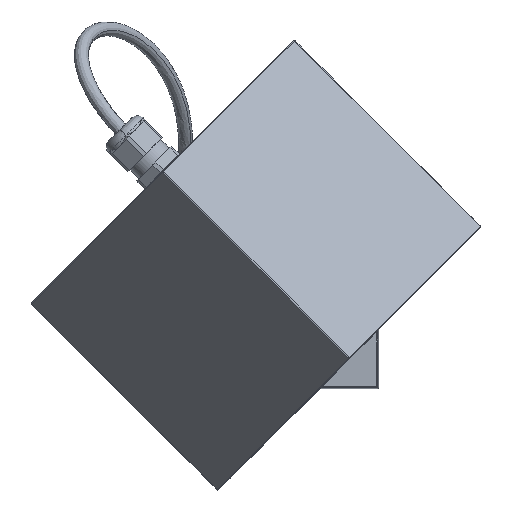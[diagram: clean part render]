
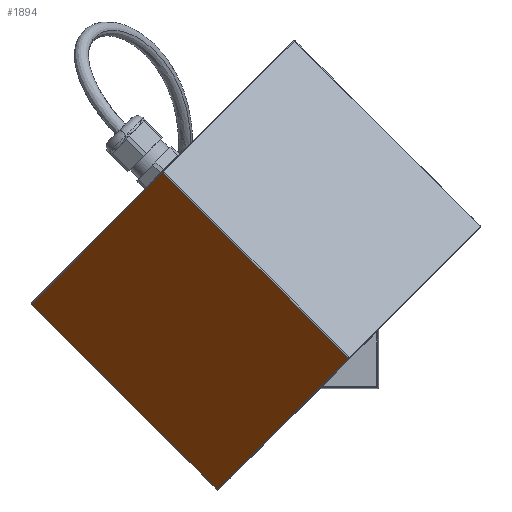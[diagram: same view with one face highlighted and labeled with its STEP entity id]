
A CAD part, top view. The second image highlights one B-rep face of the part: STEP entity #1894.
In plain terms, the highlighted planar face has unit normal (-0.5, -0.5, 0.707).
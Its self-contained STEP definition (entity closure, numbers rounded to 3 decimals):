
#1894=ADVANCED_FACE('',(#3189),#26899,.T.);
#3189=FACE_OUTER_BOUND('',#4511,.T.);
#4511=EDGE_LOOP('',(#7652,#7653,#7654,#7655));
#7652=ORIENTED_EDGE('',*,*,#14061,.T.);
#7653=ORIENTED_EDGE('',*,*,#14062,.T.);
#7654=ORIENTED_EDGE('',*,*,#14063,.T.);
#7655=ORIENTED_EDGE('',*,*,#14064,.T.);
#14061=EDGE_CURVE('',#23743,#23744,#20284,.T.);
#14062=EDGE_CURVE('',#23744,#23745,#20285,.T.);
#14063=EDGE_CURVE('',#23745,#23746,#20286,.T.);
#14064=EDGE_CURVE('',#23746,#23743,#20287,.T.);
#20284=B_SPLINE_CURVE_WITH_KNOTS('',1,(#44204,#44205),.UNSPECIFIED.,.F.,
 .F.,(2,2),(0.,129.),.UNSPECIFIED.);
#20285=B_SPLINE_CURVE_WITH_KNOTS('',1,(#44206,#44207),.UNSPECIFIED.,.F.,
 .F.,(2,2),(0.,129.),.UNSPECIFIED.);
#20286=B_SPLINE_CURVE_WITH_KNOTS('',1,(#44208,#44209),.UNSPECIFIED.,.F.,
 .F.,(2,2),(0.,129.),.UNSPECIFIED.);
#20287=B_SPLINE_CURVE_WITH_KNOTS('',1,(#44210,#44211),.UNSPECIFIED.,.F.,
 .F.,(2,2),(0.,129.),.UNSPECIFIED.);
#23743=VERTEX_POINT('',#44200);
#23744=VERTEX_POINT('',#44201);
#23745=VERTEX_POINT('',#44202);
#23746=VERTEX_POINT('',#44203);
#26899=PLANE('',#27370);
#27370=AXIS2_PLACEMENT_3D('',#44199,#27757,$);
#27757=DIRECTION('',(-0.5,-0.5,0.707));
#44199=CARTESIAN_POINT('',(-10.498,-187.673,172.205));
#44200=CARTESIAN_POINT('',(39.906,-40.406,311.979));
#44201=CARTESIAN_POINT('',(-51.311,50.811,311.979));
#44202=CARTESIAN_POINT('',(-115.811,-13.689,220.763));
#44203=CARTESIAN_POINT('',(-24.594,-104.906,220.763));
#44204=CARTESIAN_POINT('',(39.906,-40.406,311.979));
#44205=CARTESIAN_POINT('',(-51.311,50.811,311.979));
#44206=CARTESIAN_POINT('',(-51.311,50.811,311.979));
#44207=CARTESIAN_POINT('',(-115.811,-13.689,220.763));
#44208=CARTESIAN_POINT('',(-115.811,-13.689,220.763));
#44209=CARTESIAN_POINT('',(-24.594,-104.906,220.763));
#44210=CARTESIAN_POINT('',(-24.594,-104.906,220.763));
#44211=CARTESIAN_POINT('',(39.906,-40.406,311.979));
